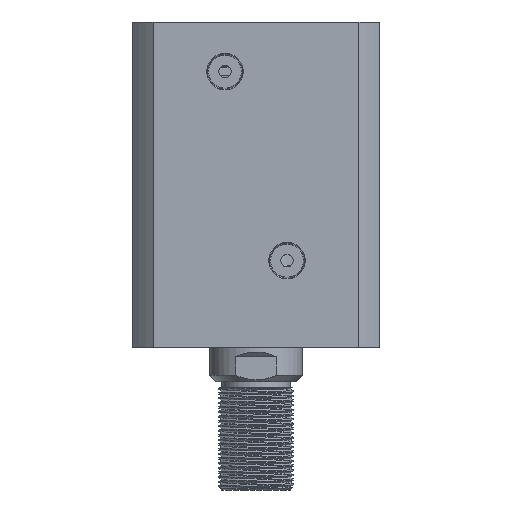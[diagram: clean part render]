
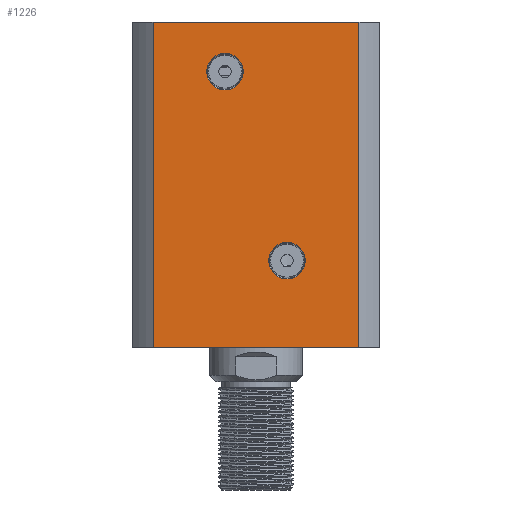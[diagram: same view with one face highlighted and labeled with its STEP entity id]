
A CAD part, left-side view. The second image highlights one B-rep face of the part: STEP entity #1226.
In plain terms, the highlighted planar face has unit normal (-1, 0, 0).
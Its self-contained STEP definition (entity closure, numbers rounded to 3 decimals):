
#196 = CARTESIAN_POINT ( 'NONE',  ( -40., -10., -18.615 ) ) ;
#711 = CARTESIAN_POINT ( 'NONE',  ( -40., 33.226, -52.5 ) ) ;
#736 = CARTESIAN_POINT ( 'NONE',  ( -40., 33.226, 52.5 ) ) ;
#769 = DIRECTION ( 'NONE',  ( 0., 0., -1. ) ) ;
#850 = AXIS2_PLACEMENT_3D ( 'NONE', #1981, #3903, #13099 ) ;
#1226 = ADVANCED_FACE ( 'NONE', ( #10001, #12901, #4814 ), #11246, .F. ) ;
#1301 = ORIENTED_EDGE ( 'NONE', *, *, #12782, .F. ) ;
#1825 = AXIS2_PLACEMENT_3D ( 'NONE', #21092, #13620, #11607 ) ;
#1981 = CARTESIAN_POINT ( 'NONE',  ( -40., 33.226, 52.5 ) ) ;
#2149 = VERTEX_POINT ( 'NONE', #16438 ) ;
#2381 = CIRCLE ( 'NONE', #10144, 5.885 ) ;
#3152 = VERTEX_POINT ( 'NONE', #8622 ) ;
#3511 = EDGE_CURVE ( 'NONE', #14995, #2149, #7196, .T. ) ;
#3730 = AXIS2_PLACEMENT_3D ( 'NONE', #14615, #10830, #18204 ) ;
#3903 = DIRECTION ( 'NONE',  ( 1., 0., 0. ) ) ;
#4814 = FACE_OUTER_BOUND ( 'NONE', #9478, .T. ) ;
#4859 = CARTESIAN_POINT ( 'NONE',  ( -40., 33.226, -52.5 ) ) ;
#5749 = EDGE_CURVE ( 'NONE', #19859, #19599, #9147, .T. ) ;
#5866 = VECTOR ( 'NONE', #19023, 1000. ) ;
#6716 = CIRCLE ( 'NONE', #3730, 5.885 ) ;
#7165 = VERTEX_POINT ( 'NONE', #13269 ) ;
#7196 = CIRCLE ( 'NONE', #1825, 5.885 ) ;
#7698 = VECTOR ( 'NONE', #9756, 1000. ) ;
#7861 = CARTESIAN_POINT ( 'NONE',  ( -40., -33.226, 52.5 ) ) ;
#8622 = CARTESIAN_POINT ( 'NONE',  ( -40., 33.226, 52.5 ) ) ;
#8725 = ORIENTED_EDGE ( 'NONE', *, *, #17900, .T. ) ;
#9147 = LINE ( 'NONE', #11828, #11446 ) ;
#9478 = EDGE_LOOP ( 'NONE', ( #8725, #22798, #1301, #9538 ) ) ;
#9538 = ORIENTED_EDGE ( 'NONE', *, *, #21306, .T. ) ;
#9756 = DIRECTION ( 'NONE',  ( 0., -1., 0. ) ) ;
#10001 = FACE_BOUND ( 'NONE', #20881, .T. ) ;
#10102 = CARTESIAN_POINT ( 'NONE',  ( -40., 10., 36.5 ) ) ;
#10144 = AXIS2_PLACEMENT_3D ( 'NONE', #10102, #14133, #21504 ) ;
#10746 = LINE ( 'NONE', #11407, #5866 ) ;
#10830 = DIRECTION ( 'NONE',  ( -1., 0., 0. ) ) ;
#11246 = PLANE ( 'NONE',  #850 ) ;
#11407 = CARTESIAN_POINT ( 'NONE',  ( -40., 33.226, 52.5 ) ) ;
#11446 = VECTOR ( 'NONE', #769, 1000. ) ;
#11607 = DIRECTION ( 'NONE',  ( 0., 0., 1. ) ) ;
#11635 = VECTOR ( 'NONE', #19106, 1000. ) ;
#11828 = CARTESIAN_POINT ( 'NONE',  ( -40., -33.226, 52.5 ) ) ;
#12695 = ORIENTED_EDGE ( 'NONE', *, *, #3511, .F. ) ;
#12704 = EDGE_LOOP ( 'NONE', ( #17291, #15849 ) ) ;
#12782 = EDGE_CURVE ( 'NONE', #3152, #19859, #21485, .T. ) ;
#12886 = EDGE_CURVE ( 'NONE', #20196, #7165, #2381, .T. ) ;
#12901 = FACE_BOUND ( 'NONE', #12704, .T. ) ;
#13090 = CARTESIAN_POINT ( 'NONE',  ( -40., 10., 36.5 ) ) ;
#13099 = DIRECTION ( 'NONE',  ( 0., 0., -1. ) ) ;
#13269 = CARTESIAN_POINT ( 'NONE',  ( -40., 10., 30.615 ) ) ;
#13620 = DIRECTION ( 'NONE',  ( -1., 0., 0. ) ) ;
#14133 = DIRECTION ( 'NONE',  ( -1., 0., 0. ) ) ;
#14253 = VERTEX_POINT ( 'NONE', #4859 ) ;
#14615 = CARTESIAN_POINT ( 'NONE',  ( -40., -10., -24.5 ) ) ;
#14720 = CIRCLE ( 'NONE', #21345, 5.885 ) ;
#14863 = DIRECTION ( 'NONE',  ( -1., 0., 0. ) ) ;
#14995 = VERTEX_POINT ( 'NONE', #196 ) ;
#15627 = ORIENTED_EDGE ( 'NONE', *, *, #21885, .F. ) ;
#15849 = ORIENTED_EDGE ( 'NONE', *, *, #16646, .F. ) ;
#16438 = CARTESIAN_POINT ( 'NONE',  ( -40., -10., -30.385 ) ) ;
#16646 = EDGE_CURVE ( 'NONE', #7165, #20196, #14720, .T. ) ;
#16662 = DIRECTION ( 'NONE',  ( 0., 0., 1. ) ) ;
#17291 = ORIENTED_EDGE ( 'NONE', *, *, #12886, .F. ) ;
#17900 = EDGE_CURVE ( 'NONE', #14253, #19599, #21272, .T. ) ;
#18204 = DIRECTION ( 'NONE',  ( 0., 0., 1. ) ) ;
#19023 = DIRECTION ( 'NONE',  ( 0., 0., -1. ) ) ;
#19106 = DIRECTION ( 'NONE',  ( 0., -1., 0. ) ) ;
#19599 = VERTEX_POINT ( 'NONE', #20932 ) ;
#19859 = VERTEX_POINT ( 'NONE', #7861 ) ;
#19997 = CARTESIAN_POINT ( 'NONE',  ( -40., 10., 42.385 ) ) ;
#20196 = VERTEX_POINT ( 'NONE', #19997 ) ;
#20881 = EDGE_LOOP ( 'NONE', ( #12695, #15627 ) ) ;
#20932 = CARTESIAN_POINT ( 'NONE',  ( -40., -33.226, -52.5 ) ) ;
#21092 = CARTESIAN_POINT ( 'NONE',  ( -40., -10., -24.5 ) ) ;
#21272 = LINE ( 'NONE', #711, #7698 ) ;
#21306 = EDGE_CURVE ( 'NONE', #3152, #14253, #10746, .T. ) ;
#21345 = AXIS2_PLACEMENT_3D ( 'NONE', #13090, #14863, #16662 ) ;
#21485 = LINE ( 'NONE', #736, #11635 ) ;
#21504 = DIRECTION ( 'NONE',  ( 0., 0., 1. ) ) ;
#21885 = EDGE_CURVE ( 'NONE', #2149, #14995, #6716, .T. ) ;
#22798 = ORIENTED_EDGE ( 'NONE', *, *, #5749, .F. ) ;
